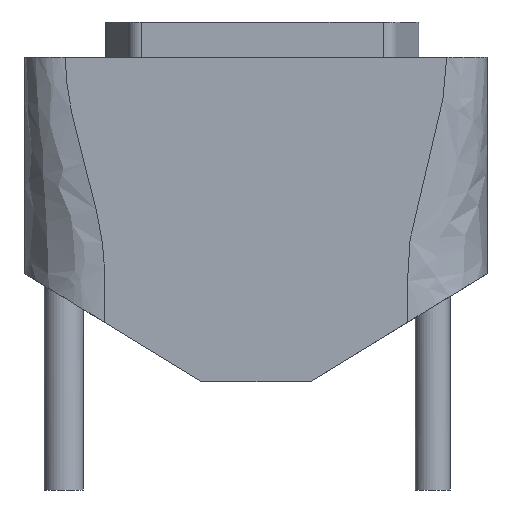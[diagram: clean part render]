
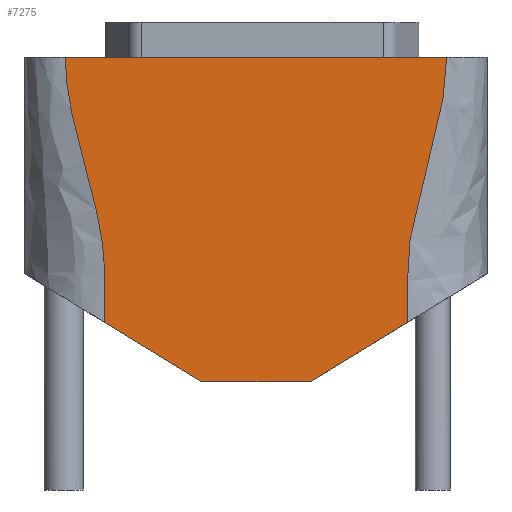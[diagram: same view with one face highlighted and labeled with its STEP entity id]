
A CAD part, front view. The second image highlights one B-rep face of the part: STEP entity #7275.
In plain terms, the highlighted planar face has unit normal (0, -1, 0).
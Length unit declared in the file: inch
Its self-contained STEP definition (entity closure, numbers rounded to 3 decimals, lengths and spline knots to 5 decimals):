
#4 = DIRECTION ( 'NONE',  ( -1., 0., 0. ) ) ;
#143 = CARTESIAN_POINT ( 'NONE',  ( 0.56, -0.3, 0.4 ) ) ;
#394 = CARTESIAN_POINT ( 'NONE',  ( -0.56, -0.3, 0.4 ) ) ;
#429 = CARTESIAN_POINT ( 'NONE',  ( -0.855, -0.3, 1.2 ) ) ;
#467 = CARTESIAN_POINT ( 'NONE',  ( -0.705, -0.3, 1.2 ) ) ;
#588 = VECTOR ( 'NONE', #7709, 39.37008 ) ;
#780 = CARTESIAN_POINT ( 'NONE',  ( 0.56, -0.3, 0.2799 ) ) ;
#1020 = CARTESIAN_POINT ( 'NONE',  ( -0.705, -0.3, 0.93333 ) ) ;
#1538 = ORIENTED_EDGE ( 'NONE', *, *, #4947, .F. ) ;
#1617 = LINE ( 'NONE', #429, #3779 ) ;
#1813 = FACE_OUTER_BOUND ( 'NONE', #2508, .T. ) ;
#1821 = CARTESIAN_POINT ( 'NONE',  ( 0.705, -0.3, 1.2 ) ) ;
#2435 = VERTEX_POINT ( 'NONE', #7726 ) ;
#2508 = EDGE_LOOP ( 'NONE', ( #4160, #4851, #4131, #3101, #1538, #4042 ) ) ;
#2536 = CARTESIAN_POINT ( 'NONE',  ( 0.56, -0.3, 0.21985 ) ) ;
#2604 = CARTESIAN_POINT ( 'NONE',  ( 0.705, -0.3, 1.2 ) ) ;
#2750 = CARTESIAN_POINT ( 'NONE',  ( -0.2, -0.3, 0. ) ) ;
#2832 = EDGE_CURVE ( 'NONE', #2435, #7347, #6322, .T. ) ;
#2882 = CARTESIAN_POINT ( 'NONE',  ( -0.855, -0.3, 0. ) ) ;
#2935 = EDGE_CURVE ( 'NONE', #7347, #6613, #3380, .T. ) ;
#3101 = ORIENTED_EDGE ( 'NONE', *, *, #5874, .F. ) ;
#3240 = DIRECTION ( 'NONE',  ( -0.853, 0., -0.521 ) ) ;
#3380 = B_SPLINE_CURVE_WITH_KNOTS ( 'NONE', 3,
 ( #5351, #3513, #4137, #394, #4765, #1020, #5374 ),
 .UNSPECIFIED., .F., .F.,
 ( 4, 3, 4 ),
 ( 0., 0.1838, 1. ),
 .UNSPECIFIED. ) ;
#3397 = VERTEX_POINT ( 'NONE', #5586 ) ;
#3504 = DIRECTION ( 'NONE',  ( -1., 0., 0. ) ) ;
#3513 = CARTESIAN_POINT ( 'NONE',  ( -0.56, -0.3, 0.2799 ) ) ;
#3749 = DIRECTION ( 'NONE',  ( 0., 1., 0. ) ) ;
#3779 = VECTOR ( 'NONE', #5407, 39.37008 ) ;
#3883 = CARTESIAN_POINT ( 'NONE',  ( 0.56, -0.3, 0.66667 ) ) ;
#4042 = ORIENTED_EDGE ( 'NONE', *, *, #2935, .F. ) ;
#4131 = ORIENTED_EDGE ( 'NONE', *, *, #6401, .F. ) ;
#4137 = CARTESIAN_POINT ( 'NONE',  ( -0.56, -0.3, 0.33995 ) ) ;
#4160 = ORIENTED_EDGE ( 'NONE', *, *, #2832, .F. ) ;
#4525 = CARTESIAN_POINT ( 'NONE',  ( 0.56, -0.3, 0.33995 ) ) ;
#4765 = CARTESIAN_POINT ( 'NONE',  ( -0.56, -0.3, 0.66667 ) ) ;
#4784 = LINE ( 'NONE', #5685, #7867 ) ;
#4851 = ORIENTED_EDGE ( 'NONE', *, *, #6087, .F. ) ;
#4947 = EDGE_CURVE ( 'NONE', #6613, #7847, #1617, .T. ) ;
#5132 = B_SPLINE_CURVE_WITH_KNOTS ( 'NONE', 3,
 ( #2604, #6974, #3883, #143, #4525, #780, #5134 ),
 .UNSPECIFIED., .F., .F.,
 ( 4, 3, 4 ),
 ( 0., 0.8162, 1. ),
 .UNSPECIFIED. ) ;
#5134 = CARTESIAN_POINT ( 'NONE',  ( 0.56, -0.3, 0.21985 ) ) ;
#5351 = CARTESIAN_POINT ( 'NONE',  ( -0.56, -0.3, 0.21985 ) ) ;
#5374 = CARTESIAN_POINT ( 'NONE',  ( -0.705, -0.3, 1.2 ) ) ;
#5407 = DIRECTION ( 'NONE',  ( 1., 0., 0. ) ) ;
#5586 = CARTESIAN_POINT ( 'NONE',  ( 0.2, -0.3, 0. ) ) ;
#5685 = CARTESIAN_POINT ( 'NONE',  ( 0.56, -0.3, 0.21985 ) ) ;
#5874 = EDGE_CURVE ( 'NONE', #7847, #7328, #5132, .T. ) ;
#6087 = EDGE_CURVE ( 'NONE', #3397, #2435, #6529, .T. ) ;
#6205 = AXIS2_PLACEMENT_3D ( 'NONE', #7460, #3749, #4 ) ;
#6322 = LINE ( 'NONE', #2750, #588 ) ;
#6401 = EDGE_CURVE ( 'NONE', #7328, #3397, #4784, .T. ) ;
#6529 = LINE ( 'NONE', #2882, #7420 ) ;
#6613 = VERTEX_POINT ( 'NONE', #467 ) ;
#6883 = CARTESIAN_POINT ( 'NONE',  ( -0.56, -0.3, 0.21985 ) ) ;
#6974 = CARTESIAN_POINT ( 'NONE',  ( 0.705, -0.3, 0.93333 ) ) ;
#7275 = ADVANCED_FACE ( 'NONE', ( #1813 ), #7426, .F. ) ;
#7328 = VERTEX_POINT ( 'NONE', #2536 ) ;
#7347 = VERTEX_POINT ( 'NONE', #6883 ) ;
#7420 = VECTOR ( 'NONE', #3504, 39.37008 ) ;
#7426 = PLANE ( 'NONE',  #6205 ) ;
#7460 = CARTESIAN_POINT ( 'NONE',  ( -0.855, -0.3, 1.2 ) ) ;
#7709 = DIRECTION ( 'NONE',  ( -0.853, 0., 0.521 ) ) ;
#7726 = CARTESIAN_POINT ( 'NONE',  ( -0.2, -0.3, 0. ) ) ;
#7847 = VERTEX_POINT ( 'NONE', #1821 ) ;
#7867 = VECTOR ( 'NONE', #3240, 39.37008 ) ;
